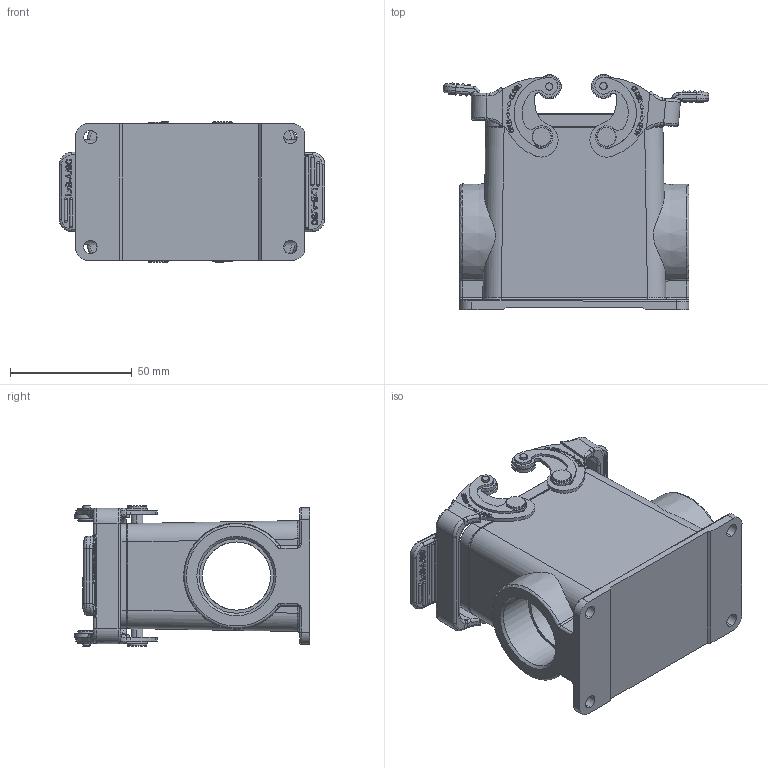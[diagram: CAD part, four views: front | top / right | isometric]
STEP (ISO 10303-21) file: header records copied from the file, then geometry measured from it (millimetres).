
FILE_DESCRIPTION(/* description */ (''),/* implementation_level */ '2;1');
FILE_NAME(/* name */ '3D_1240102415024_HV10B-SFH-2L_SC-2M32_V1.1.stp',/* time_stamp */ '2023-11-30T17:31:59+08:00',/* author */ (''),/* organization */ (''),/* preprocessor_version */ 'ST-DEVELOPER v18.1',/* originating_system */ 'SIEMENS PLM Software NX 1980',/* authorisation */ '');
FILE_SCHEMA (('AUTOMOTIVE_DESIGN { 1 0 10303 214 3 1 1 1 }'));
Products named in the file (1): 14592E20B67Ex4va
Bounding box: 108.78 x 96.51 x 57.45 mm (x, y, z)
Volume: 138770.1 mm3; surface area: 60558.5 mm2
Topology: 1 solids, 7 shells, 1453 faces, 3952 edges, 2620 vertices
Faces by surface type: plane 685, cylinder 456, torus 100, extrusion 79, cone 53, bspline 46, sphere 32, revolution 2
Full cylindrical faces by diameter (mm): 28 x1, 30.5 x2
Entity records: 58691 total; most frequent: CARTESIAN_POINT 15384, ORIENTED_EDGE 7802, DIRECTION 6755, EDGE_CURVE 3909, VERTEX_POINT 2618, AXIS2_PLACEMENT_3D 2422, VECTOR 1909, LINE 1830
